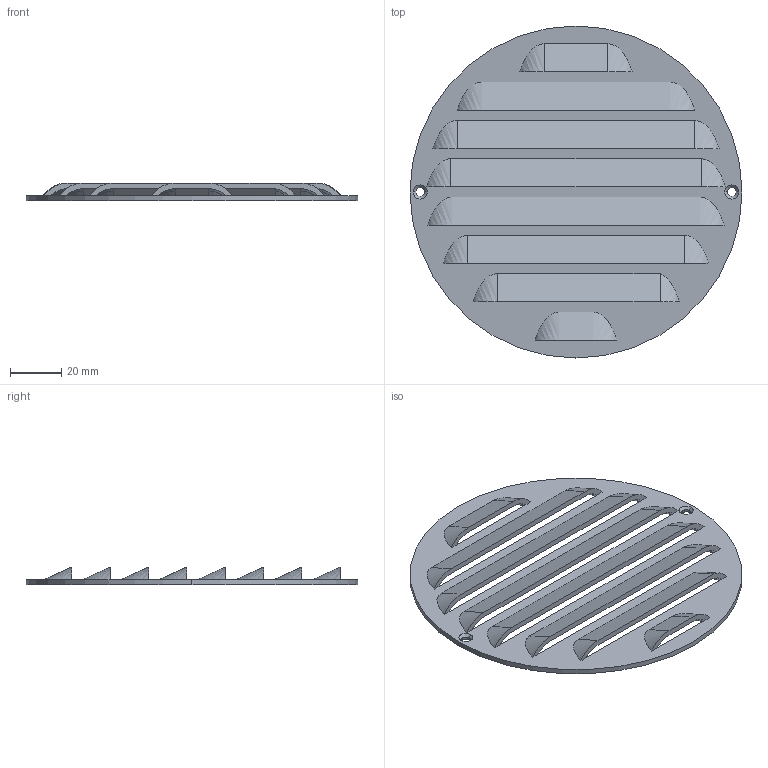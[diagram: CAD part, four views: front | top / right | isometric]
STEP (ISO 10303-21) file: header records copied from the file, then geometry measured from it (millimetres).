
FILE_DESCRIPTION (( 'STEP AP214' ), '1' );
FILE_NAME ('MGR80.STEP', '2020-06-05T14:32:11', ( '' ), ( '' ), 'SwSTEP 2.0', 'SolidWorks 2017', '' );
FILE_SCHEMA (( 'AUTOMOTIVE_DESIGN' ));
Length unit declared in the file: millimetre
Products named in the file (1): MGR80
Bounding box: 130 x 130 x 7 mm (x, y, z)
Volume: 28083.8 mm3; surface area: 31810.5 mm2
Topology: 1 solids, 1 shells, 92 faces, 250 edges, 160 vertices
Faces by surface type: bspline 48, plane 34, cylinder 6, cone 4
Entity records: 5488 total; most frequent: CARTESIAN_POINT 3187, ORIENTED_EDGE 500, EDGE_CURVE 250, DIRECTION 240, VERTEX_POINT 160, VECTOR 114, LINE 114, EDGE_LOOP 112
